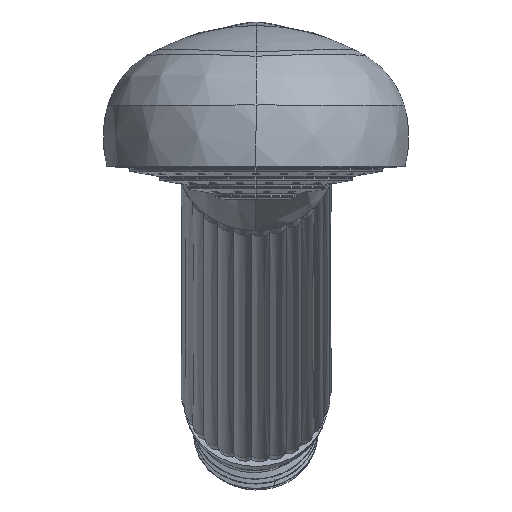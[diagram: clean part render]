
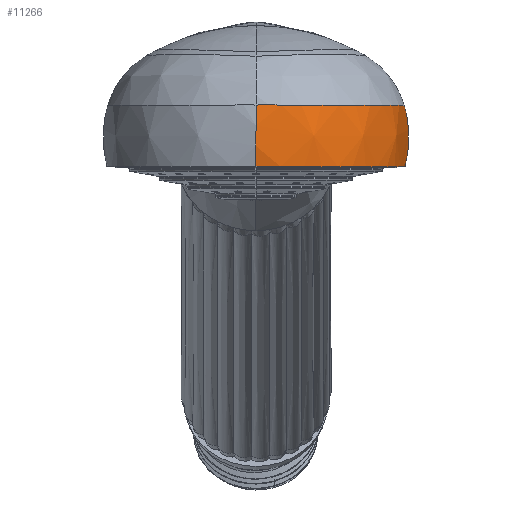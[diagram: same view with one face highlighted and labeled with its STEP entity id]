
A CAD part, top view. The second image highlights one B-rep face of the part: STEP entity #11266.
In plain terms, the highlighted free-form (B-spline) face has degree [3, 3] with [7, 5] control points.
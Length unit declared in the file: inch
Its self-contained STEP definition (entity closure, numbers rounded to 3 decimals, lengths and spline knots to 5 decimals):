
#4275=CARTESIAN_POINT('',(0.,0.,
0.97));
#4276=CARTESIAN_POINT('',(0.12697,0.,
0.97));
#4277=CARTESIAN_POINT('',(0.38086,0.,
0.91949));
#4278=CARTESIAN_POINT('',(0.70375,0.,
0.70375));
#4279=CARTESIAN_POINT('',(0.91949,0.,
0.38086));
#4280=CARTESIAN_POINT('',(0.97,0.,
0.12697));
#4281=CARTESIAN_POINT('',(0.97,0.,
0.));
#4283=CARTESIAN_POINT('',(0.,0.4,0.965));
#4284=CARTESIAN_POINT('',(0.,0.33463,0.98071));
#4285=CARTESIAN_POINT('',(0.,0.20037,
0.99747));
#4286=CARTESIAN_POINT('',(0.,0.06574,
0.98407));
#4287=CARTESIAN_POINT('',(0.,0.,
0.97));
#4289=CARTESIAN_POINT('',(0.97,0.,
0.));
#4290=CARTESIAN_POINT('',(0.98718,0.06526,
0.));
#4291=CARTESIAN_POINT('',(1.00382,0.20045,
0.));
#4292=CARTESIAN_POINT('',(0.98381,0.33519,
0.));
#4293=CARTESIAN_POINT('',(0.965,0.4,
0.));
#4475=CARTESIAN_POINT('',(0.965,0.4,
0.));
#4510=CARTESIAN_POINT('',(0.,0.4,0.965));
#4530=CARTESIAN_POINT('',(0.965,0.4,
0.));
#4531=CARTESIAN_POINT('',(0.96655,0.39465,
0.04381));
#4532=CARTESIAN_POINT('',(0.95809,0.403,
0.13363));
#4533=CARTESIAN_POINT('',(0.93065,0.39896,
0.26842));
#4534=CARTESIAN_POINT('',(0.88211,0.40029,
0.39938));
#4535=CARTESIAN_POINT('',(0.81518,0.39995,0.52275));
#4536=CARTESIAN_POINT('',(0.73158,0.39995,
0.63438));
#4537=CARTESIAN_POINT('',(0.6335,0.4,
0.73234));
#4538=CARTESIAN_POINT('',(0.52165,0.40004,
0.81585));
#4539=CARTESIAN_POINT('',(0.39858,0.39983,
0.88258));
#4540=CARTESIAN_POINT('',(0.26762,0.40055,
0.93046));
#4541=CARTESIAN_POINT('',(0.1329,0.39794,
0.95952));
#4542=CARTESIAN_POINT('',(0.04365,0.40444,
0.96393));
#4543=CARTESIAN_POINT('',(0.,0.4,0.965));
#6982=VERTEX_POINT('',#4475);
#7010=VERTEX_POINT('',#4510);
#7457=VERTEX_POINT('',#4275);
#7458=VERTEX_POINT('',#4281);
#11221=CARTESIAN_POINT('',(0.,0.40024,0.96494));
#11222=CARTESIAN_POINT('',(0.,0.33479,0.98069));
#11223=CARTESIAN_POINT('',(0.,0.20046,0.99748));
#11224=CARTESIAN_POINT('',(0.,0.06574,0.98407));
#11225=CARTESIAN_POINT('',(0.,0.,0.97));
#11226=CARTESIAN_POINT('',(0.12631,0.40023,
0.96494));
#11227=CARTESIAN_POINT('',(0.12792,0.33512,
0.98061));
#11228=CARTESIAN_POINT('',(0.1297,0.2005,
0.99755));
#11229=CARTESIAN_POINT('',(0.12837,0.06545,
0.98401));
#11230=CARTESIAN_POINT('',(0.12697,0.,
0.97));
#11231=CARTESIAN_POINT('',(0.37888,0.40023,
0.9147));
#11232=CARTESIAN_POINT('',(0.38371,0.33563,
0.92959));
#11233=CARTESIAN_POINT('',(0.38903,0.20056,
0.94603));
#11234=CARTESIAN_POINT('',(0.38504,0.06499,
0.93283));
#11235=CARTESIAN_POINT('',(0.38086,0.,
0.91949));
#11236=CARTESIAN_POINT('',(0.70009,0.40023,
0.70008));
#11237=CARTESIAN_POINT('',(0.70971,0.33598,
0.71193));
#11238=CARTESIAN_POINT('',(0.72019,0.2006,
0.72527));
#11239=CARTESIAN_POINT('',(0.71216,0.06468,
0.71443));
#11240=CARTESIAN_POINT('',(0.70375,0.,
0.70375));
#11241=CARTESIAN_POINT('',(0.9147,0.40023,
0.37887));
#11242=CARTESIAN_POINT('',(0.92901,0.33591,
0.38584));
#11243=CARTESIAN_POINT('',(0.94444,0.2006,
0.39379));
#11244=CARTESIAN_POINT('',(0.93222,0.06475,
0.38721));
#11245=CARTESIAN_POINT('',(0.91949,0.,
0.38086));
#11246=CARTESIAN_POINT('',(0.96494,0.40023,
0.12631));
#11247=CARTESIAN_POINT('',(0.98229,0.33558,
0.12883));
#11248=CARTESIAN_POINT('',(1.00083,0.20056,
0.13171));
#11249=CARTESIAN_POINT('',(0.98568,0.06505,
0.12929));
#11250=CARTESIAN_POINT('',(0.97,0.,
0.12697));
#11251=CARTESIAN_POINT('',(0.96493,0.40023,
0.));
#11252=CARTESIAN_POINT('',(0.98379,0.33535,
0.));
#11253=CARTESIAN_POINT('',(1.00383,0.20054,
0.));
#11254=CARTESIAN_POINT('',(0.98718,0.06526,
0.));
#11255=CARTESIAN_POINT('',(0.97,0.,
0.));
#11256=B_SPLINE_SURFACE_WITH_KNOTS('',3,3,((#11221,#11222,#11223,#11224,#11225),
(#11226,#11227,#11228,#11229,#11230),(#11231,#11232,#11233,#11234,#11235),(
#11236,#11237,#11238,#11239,#11240),(#11241,#11242,#11243,#11244,#11245),
(#11246,#11247,#11248,#11249,#11250),(#11251,#11252,#11253,#11254,#11255)),
.UNSPECIFIED.,.F.,.F.,.F.,(4,1,1,1,4),(4,1,4),(0.,0.25,0.5,0.75,
1.),(-0.0006,0.5,1.),.UNSPECIFIED.);
#11257=ORIENTED_EDGE('',*,*,#11189,.F.);
#11259=ORIENTED_EDGE('',*,*,#11258,.F.);
#11261=ORIENTED_EDGE('',*,*,#11260,.F.);
#11263=ORIENTED_EDGE('',*,*,#11262,.F.);
#11264=EDGE_LOOP('',(#11257,#11259,#11261,#11263));
#11265=FACE_OUTER_BOUND('',#11264,.F.);
#11266=ADVANCED_FACE('',(#11265),#11256,.F.);
#4282=B_SPLINE_CURVE_WITH_KNOTS('',3,(#4275,#4276,#4277,#4278,#4279,#4280,
#4281),.UNSPECIFIED.,.F.,.F.,(4,1,1,1,4),(0.,0.25,0.5,0.75,1.),
.UNSPECIFIED.);
#4288=B_SPLINE_CURVE_WITH_KNOTS('',3,(#4283,#4284,#4285,#4286,#4287),
.UNSPECIFIED.,.F.,.F.,(4,1,4),(0.,0.5,1.),.UNSPECIFIED.);
#4294=B_SPLINE_CURVE_WITH_KNOTS('',3,(#4289,#4290,#4291,#4292,#4293),
.UNSPECIFIED.,.F.,.F.,(4,1,4),(0.,0.5,1.),.UNSPECIFIED.);
#4544=B_SPLINE_CURVE_WITH_KNOTS('',3,(#4530,#4531,#4532,#4533,#4534,#4535,#4536,
#4537,#4538,#4539,#4540,#4541,#4542,#4543),.UNSPECIFIED.,.F.,.F.,(4,1,1,1,1,1,1,
1,1,1,1,4),(0.,0.09091,0.18182,0.27273,
0.36364,0.45455,0.54545,0.63636,
0.72727,0.81818,0.90909,1.),.UNSPECIFIED.);
#11189=EDGE_CURVE('',#7457,#7458,#4282,.T.);
#11258=EDGE_CURVE('',#7010,#7457,#4288,.T.);
#11260=EDGE_CURVE('',#6982,#7010,#4544,.T.);
#11262=EDGE_CURVE('',#7458,#6982,#4294,.T.);
